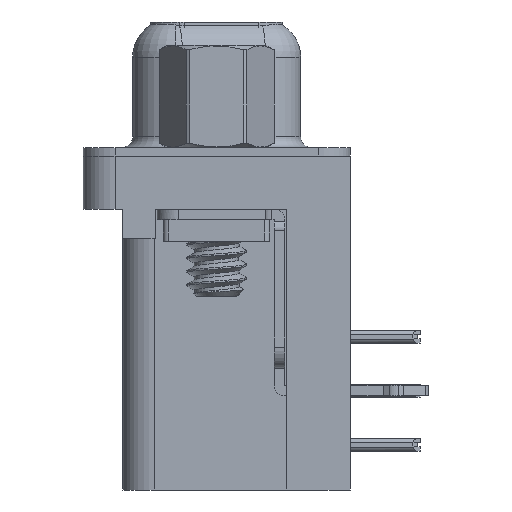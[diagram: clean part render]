
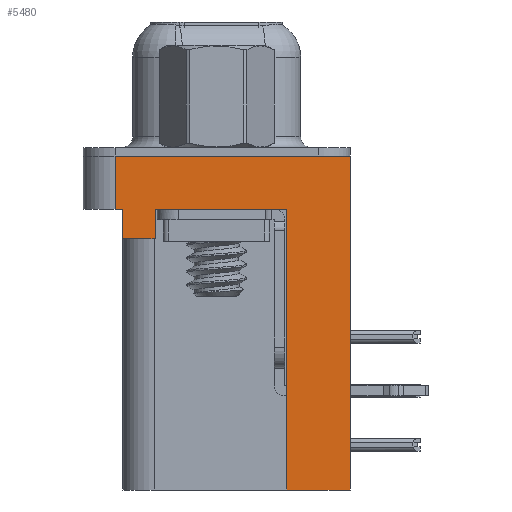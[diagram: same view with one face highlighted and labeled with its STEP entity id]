
A CAD part, left-side view. The second image highlights one B-rep face of the part: STEP entity #5480.
In plain terms, the highlighted planar face has unit normal (-1, 0, 0).
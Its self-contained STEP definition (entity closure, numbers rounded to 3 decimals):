
#126 = CARTESIAN_POINT ( 'NONE',  ( -2.935, -3.295, -15.7 ) ) ;
#356 = VECTOR ( 'NONE', #4227, 1000. ) ;
#1631 = VERTEX_POINT ( 'NONE', #29910 ) ;
#2583 = VERTEX_POINT ( 'NONE', #28645 ) ;
#2968 = DIRECTION ( 'NONE',  ( 0., 0., 1. ) ) ;
#3404 = CARTESIAN_POINT ( 'NONE',  ( -2.935, 4.775, -2.5 ) ) ;
#3589 = LINE ( 'NONE', #32706, #35894 ) ;
#4043 = EDGE_CURVE ( 'NONE', #14728, #33777, #29897, .T. ) ;
#4205 = CARTESIAN_POINT ( 'NONE',  ( -2.935, -6.275, -2.5 ) ) ;
#4227 = DIRECTION ( 'NONE',  ( 0., 1., 0. ) ) ;
#5437 = AXIS2_PLACEMENT_3D ( 'NONE', #7914, #20986, #27479 ) ;
#5480 = ADVANCED_FACE ( 'NONE', ( #31165 ), #11378, .T. ) ;
#6066 = CARTESIAN_POINT ( 'NONE',  ( -2.935, -3.295, -15.7 ) ) ;
#6766 = VERTEX_POINT ( 'NONE', #37319 ) ;
#6769 = ORIENTED_EDGE ( 'NONE', *, *, #10753, .T. ) ;
#7041 = DIRECTION ( 'NONE',  ( 0., 0., 1. ) ) ;
#7258 = CARTESIAN_POINT ( 'NONE',  ( -2.935, 4.425, -3.9 ) ) ;
#7709 = CARTESIAN_POINT ( 'NONE',  ( -2.935, -3.295, -15.7 ) ) ;
#7914 = CARTESIAN_POINT ( 'NONE',  ( -2.935, -6.275, -2.5 ) ) ;
#8138 = VERTEX_POINT ( 'NONE', #14074 ) ;
#9128 = VECTOR ( 'NONE', #15439, 1000. ) ;
#9635 = EDGE_CURVE ( 'NONE', #11512, #8138, #35190, .T. ) ;
#10753 = EDGE_CURVE ( 'NONE', #1631, #42445, #39344, .T. ) ;
#10919 = ORIENTED_EDGE ( 'NONE', *, *, #4043, .F. ) ;
#11009 = CARTESIAN_POINT ( 'NONE',  ( -2.935, 4.775, -2.5 ) ) ;
#11211 = LINE ( 'NONE', #11009, #33861 ) ;
#11378 = PLANE ( 'NONE',  #5437 ) ;
#11512 = VERTEX_POINT ( 'NONE', #3404 ) ;
#13346 = LINE ( 'NONE', #7258, #23222 ) ;
#14074 = CARTESIAN_POINT ( 'NONE',  ( -2.935, 4.425, -2.5 ) ) ;
#14387 = VECTOR ( 'NONE', #36391, 1000. ) ;
#14408 = DIRECTION ( 'NONE',  ( 0., 0., 1. ) ) ;
#14700 = DIRECTION ( 'NONE',  ( 0., 0., 1. ) ) ;
#14728 = VERTEX_POINT ( 'NONE', #29081 ) ;
#15439 = DIRECTION ( 'NONE',  ( 0., -1., 0. ) ) ;
#15720 = VECTOR ( 'NONE', #37236, 1000. ) ;
#15915 = ORIENTED_EDGE ( 'NONE', *, *, #22517, .T. ) ;
#15976 = VERTEX_POINT ( 'NONE', #34459 ) ;
#16865 = LINE ( 'NONE', #33341, #15720 ) ;
#17411 = EDGE_CURVE ( 'NONE', #11512, #2583, #11211, .T. ) ;
#17917 = CARTESIAN_POINT ( 'NONE',  ( -2.935, -3.295, -2.5 ) ) ;
#19778 = ORIENTED_EDGE ( 'NONE', *, *, #23577, .T. ) ;
#20746 = LINE ( 'NONE', #4205, #37203 ) ;
#20986 = DIRECTION ( 'NONE',  ( -1., 0., 0. ) ) ;
#21403 = CARTESIAN_POINT ( 'NONE',  ( -2.935, 4.425, -3.9 ) ) ;
#22206 = CARTESIAN_POINT ( 'NONE',  ( -2.935, -6.275, -2.5 ) ) ;
#22517 = EDGE_CURVE ( 'NONE', #14728, #15976, #20746, .T. ) ;
#22667 = DIRECTION ( 'NONE',  ( 0., -1., 0. ) ) ;
#22811 = VERTEX_POINT ( 'NONE', #40806 ) ;
#22886 = CARTESIAN_POINT ( 'NONE',  ( -2.935, -6.275, -2.5 ) ) ;
#23111 = EDGE_CURVE ( 'NONE', #33777, #42445, #35581, .T. ) ;
#23222 = VECTOR ( 'NONE', #7041, 1000. ) ;
#23577 = EDGE_CURVE ( 'NONE', #22811, #1631, #3589, .T. ) ;
#24226 = LINE ( 'NONE', #21403, #356 ) ;
#24402 = EDGE_CURVE ( 'NONE', #2583, #15976, #16865, .T. ) ;
#25319 = ORIENTED_EDGE ( 'NONE', *, *, #17411, .F. ) ;
#25800 = ORIENTED_EDGE ( 'NONE', *, *, #41536, .F. ) ;
#26040 = DIRECTION ( 'NONE',  ( 0., 0., 1. ) ) ;
#27021 = ORIENTED_EDGE ( 'NONE', *, *, #9635, .T. ) ;
#27479 = DIRECTION ( 'NONE',  ( 0., 0., 1. ) ) ;
#28623 = ORIENTED_EDGE ( 'NONE', *, *, #24402, .F. ) ;
#28645 = CARTESIAN_POINT ( 'NONE',  ( -2.935, 4.775, 0. ) ) ;
#29081 = CARTESIAN_POINT ( 'NONE',  ( -2.935, -6.275, -15.7 ) ) ;
#29897 = LINE ( 'NONE', #126, #14387 ) ;
#29910 = CARTESIAN_POINT ( 'NONE',  ( -2.935, 2.895, -2.5 ) ) ;
#30402 = ORIENTED_EDGE ( 'NONE', *, *, #42357, .F. ) ;
#31165 = FACE_OUTER_BOUND ( 'NONE', #32888, .T. ) ;
#31700 = VECTOR ( 'NONE', #26040, 1000. ) ;
#32706 = CARTESIAN_POINT ( 'NONE',  ( -2.935, 2.895, -3.9 ) ) ;
#32888 = EDGE_LOOP ( 'NONE', ( #28623, #25319, #27021, #25800, #30402, #19778, #6769, #41311, #10919, #15915 ) ) ;
#33341 = CARTESIAN_POINT ( 'NONE',  ( -2.935, -6.275, 0. ) ) ;
#33777 = VERTEX_POINT ( 'NONE', #7709 ) ;
#33861 = VECTOR ( 'NONE', #14700, 1000. ) ;
#34459 = CARTESIAN_POINT ( 'NONE',  ( -2.935, -6.275, 0. ) ) ;
#35190 = LINE ( 'NONE', #22206, #9128 ) ;
#35581 = LINE ( 'NONE', #6066, #31700 ) ;
#35894 = VECTOR ( 'NONE', #2968, 1000. ) ;
#36137 = VECTOR ( 'NONE', #22667, 1000. ) ;
#36391 = DIRECTION ( 'NONE',  ( 0., 1., 0. ) ) ;
#37203 = VECTOR ( 'NONE', #14408, 1000. ) ;
#37236 = DIRECTION ( 'NONE',  ( 0., -1., 0. ) ) ;
#37319 = CARTESIAN_POINT ( 'NONE',  ( -2.935, 4.425, -3.9 ) ) ;
#39344 = LINE ( 'NONE', #22886, #36137 ) ;
#40806 = CARTESIAN_POINT ( 'NONE',  ( -2.935, 2.895, -3.9 ) ) ;
#41311 = ORIENTED_EDGE ( 'NONE', *, *, #23111, .F. ) ;
#41536 = EDGE_CURVE ( 'NONE', #6766, #8138, #13346, .T. ) ;
#42357 = EDGE_CURVE ( 'NONE', #22811, #6766, #24226, .T. ) ;
#42445 = VERTEX_POINT ( 'NONE', #17917 ) ;
